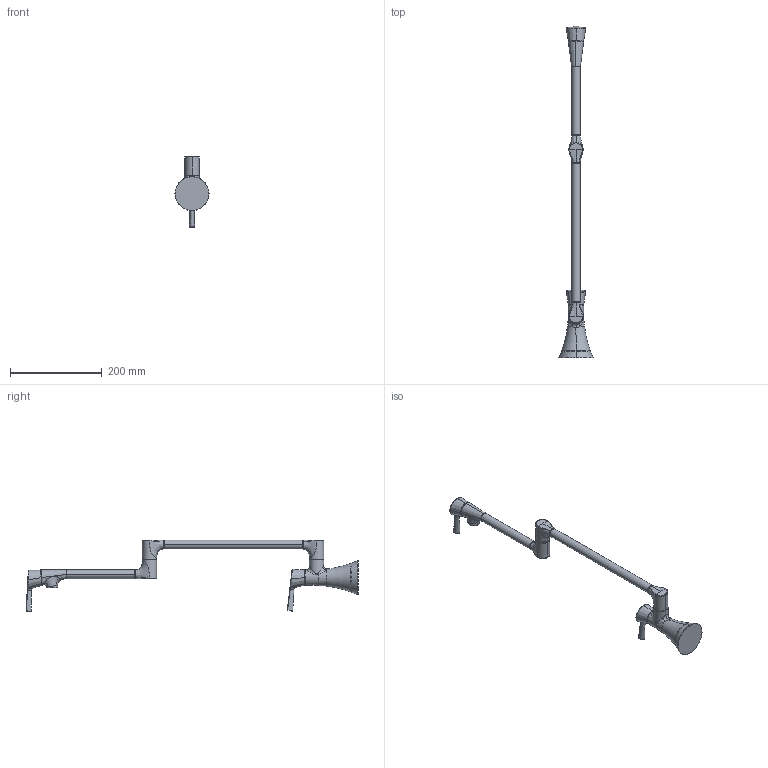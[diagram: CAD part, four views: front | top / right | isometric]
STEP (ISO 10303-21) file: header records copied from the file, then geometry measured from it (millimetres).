
FILE_DESCRIPTION((''),'2;1');
FILE_NAME('2500-5503','2020-12-01T11:28:20',('jinson.thomas'),(''),'CREO PARAMETRIC BY PTC INC, 2018400','CREO PARAMETRIC BY PTC INC, 2018400','');
FILE_SCHEMA(('CONFIG_CONTROL_DESIGN'));
Length unit declared in the file: inch
Products named in the file (1): 2500-5503
Bounding box: 74.12 x 723.13 x 156.03 mm (x, y, z)
Volume: 574710.6 mm3; surface area: 88795.3 mm2
Topology: 1 solids, 2 shells, 179 faces, 393 edges, 229 vertices
Faces by surface type: bspline 81, torus 46, cylinder 30, plane 22
Entity records: 13055 total; most frequent: CARTESIAN_POINT 9566, ORIENTED_EDGE 786, DIRECTION 621, EDGE_CURVE 393, AXIS2_PLACEMENT_3D 288, VERTEX_POINT 229, EDGE_LOOP 190, CIRCLE 190
